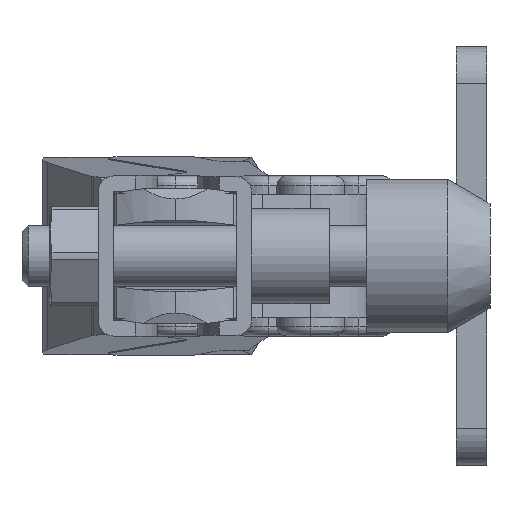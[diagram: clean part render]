
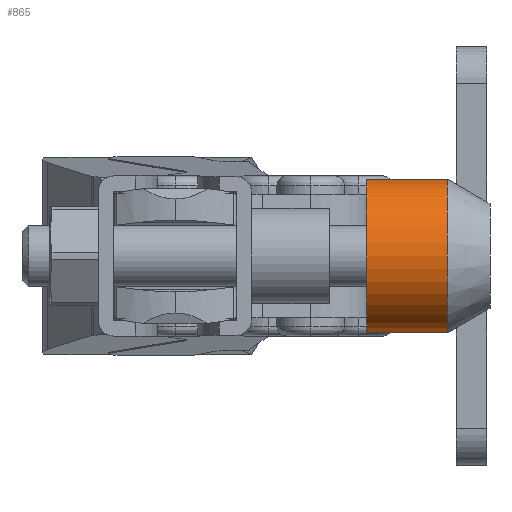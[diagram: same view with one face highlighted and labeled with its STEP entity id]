
A CAD part, left-side view. The second image highlights one B-rep face of the part: STEP entity #865.
In plain terms, the highlighted cylindrical face has radius 6.25 mm (diameter 12.5 mm), a partial arc.
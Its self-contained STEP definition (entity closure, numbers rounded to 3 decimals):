
#865=ADVANCED_FACE('NONE',(#1812),#1813,.T.);
#1812=FACE_OUTER_BOUND('',#3010,.T.);
#1813=CYLINDRICAL_SURFACE('',#3011,6.25);
#3010=EDGE_LOOP('',(#5688,#5689,#5690,#5691));
#3011=AXIS2_PLACEMENT_3D('',#5692,#5693,#5694);
#5688=ORIENTED_EDGE('',*,*,#7130,.F.);
#5689=ORIENTED_EDGE('',*,*,#7142,.T.);
#5690=ORIENTED_EDGE('',*,*,#7132,.T.);
#5691=ORIENTED_EDGE('',*,*,#7140,.T.);
#5692=CARTESIAN_POINT('',(-17.4,-0.25,0.0));
#5693=DIRECTION('',(0.0,1.0,0.0));
#5694=DIRECTION('',(0.0,0.0,-1.0));
#7130=EDGE_CURVE('NONE',#8691,#8693,#8694,.T.);
#7132=EDGE_CURVE('NONE',#8690,#8695,#8697,.T.);
#7140=EDGE_CURVE('NONE',#8695,#8693,#8707,.T.);
#7142=EDGE_CURVE('NONE',#8691,#8690,#8709,.T.);
#8690=VERTEX_POINT('NONE',#11489);
#8691=VERTEX_POINT('NONE',#11490);
#8693=VERTEX_POINT('NONE',#11492);
#8694=LINE('',#11493,#11494);
#8695=VERTEX_POINT('NONE',#11495);
#8697=LINE('',#11497,#11498);
#8707=CIRCLE('',#11510,6.25);
#8709=CIRCLE('',#11512,6.25);
#11489=CARTESIAN_POINT('',(-17.4,9.75,-6.25));
#11490=CARTESIAN_POINT('',(-17.4,9.75,6.25));
#11492=CARTESIAN_POINT('',(-17.4,3.21,6.25));
#11493=CARTESIAN_POINT('',(-17.4,-0.25,6.25));
#11494=VECTOR('',#12944,1000.0);
#11495=CARTESIAN_POINT('',(-17.4,3.21,-6.25));
#11497=CARTESIAN_POINT('',(-17.4,-0.25,-6.25));
#11498=VECTOR('',#12948,1000.0);
#11510=AXIS2_PLACEMENT_3D('',#12957,#12958,#12959);
#11512=AXIS2_PLACEMENT_3D('',#12960,#12961,#12962);
#12944=DIRECTION('',(0.0,-1.0,0.0));
#12948=DIRECTION('',(0.0,-1.0,0.0));
#12957=CARTESIAN_POINT('',(-17.4,3.21,0.0));
#12958=DIRECTION('',(0.0,1.0,0.0));
#12959=DIRECTION('',(0.0,0.0,-1.0));
#12960=CARTESIAN_POINT('',(-17.4,9.75,0.0));
#12961=DIRECTION('',(0.0,-1.0,0.0));
#12962=DIRECTION('',(0.0,0.0,-1.0));
